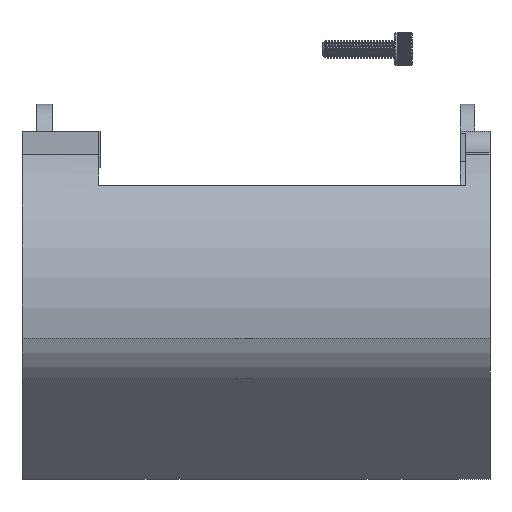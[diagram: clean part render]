
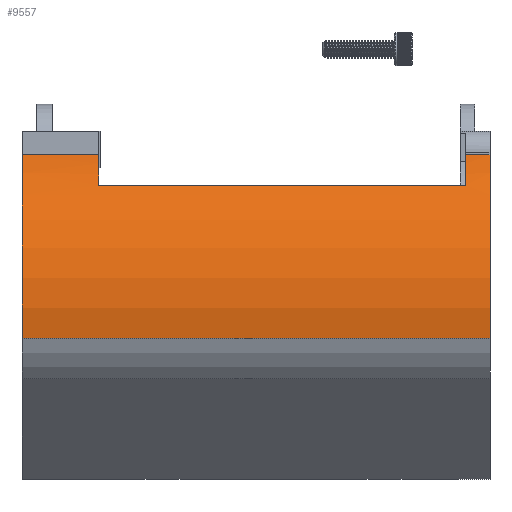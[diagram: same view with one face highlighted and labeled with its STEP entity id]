
A CAD part, front view. The second image highlights one B-rep face of the part: STEP entity #9557.
In plain terms, the highlighted cylindrical face has radius 29.518 mm (diameter 59.036 mm), a partial arc.
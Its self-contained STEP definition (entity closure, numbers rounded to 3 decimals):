
#1199=FACE_OUTER_BOUND('',#1852,.T.);
#1852=EDGE_LOOP('',(#8873,#8874,#8875,#8876,#8877,#8878,#8879,#8880));
#2091=CIRCLE('',#10273,29.518);
#2109=CIRCLE('',#10325,29.518);
#2123=CIRCLE('',#10365,29.518);
#2124=CIRCLE('',#10376,29.518);
#3107=LINE('',#19157,#4065);
#3116=LINE('',#19182,#4074);
#3117=LINE('',#19184,#4075);
#3118=LINE('',#19187,#4076);
#4065=VECTOR('',#12873,10.);
#4074=VECTOR('',#12910,10.);
#4075=VECTOR('',#12911,10.);
#4076=VECTOR('',#12914,10.);
#4830=VERTEX_POINT('',#18777);
#4831=VERTEX_POINT('',#18779);
#4932=VERTEX_POINT('',#19050);
#4933=VERTEX_POINT('',#19052);
#4960=VERTEX_POINT('',#19155);
#4962=VERTEX_POINT('',#19162);
#4963=VERTEX_POINT('',#19183);
#4964=VERTEX_POINT('',#19185);
#6074=EDGE_CURVE('',#4830,#4831,#2091,.T.);
#6211=EDGE_CURVE('',#4932,#4933,#2109,.T.);
#6264=EDGE_CURVE('',#4960,#4830,#3107,.T.);
#6267=EDGE_CURVE('',#4960,#4962,#2123,.T.);
#6275=EDGE_CURVE('',#4932,#4831,#3116,.T.);
#6276=EDGE_CURVE('',#4962,#4963,#3117,.T.);
#6277=EDGE_CURVE('',#4963,#4964,#2124,.T.);
#6278=EDGE_CURVE('',#4933,#4964,#3118,.T.);
#8873=ORIENTED_EDGE('',*,*,#6275,.T.);
#8874=ORIENTED_EDGE('',*,*,#6074,.F.);
#8875=ORIENTED_EDGE('',*,*,#6264,.F.);
#8876=ORIENTED_EDGE('',*,*,#6267,.T.);
#8877=ORIENTED_EDGE('',*,*,#6276,.T.);
#8878=ORIENTED_EDGE('',*,*,#6277,.T.);
#8879=ORIENTED_EDGE('',*,*,#6278,.F.);
#8880=ORIENTED_EDGE('',*,*,#6211,.F.);
#9018=CYLINDRICAL_SURFACE('',#10375,29.518);
#9557=ADVANCED_FACE('',(#1199),#9018,.T.);
#10273=AXIS2_PLACEMENT_3D('',#18780,#12536,#12537);
#10325=AXIS2_PLACEMENT_3D('',#19053,#12759,#12760);
#10365=AXIS2_PLACEMENT_3D('',#19164,#12881,#12882);
#10375=AXIS2_PLACEMENT_3D('',#19181,#12908,#12909);
#10376=AXIS2_PLACEMENT_3D('',#19186,#12912,#12913);
#12536=DIRECTION('center_axis',(1.,0.,0.));
#12537=DIRECTION('ref_axis',(0.,0.187,-0.982));
#12759=DIRECTION('center_axis',(-1.,0.,0.));
#12760=DIRECTION('ref_axis',(0.,0.187,-0.982));
#12873=DIRECTION('',(1.,0.,0.));
#12881=DIRECTION('center_axis',(1.,0.,0.));
#12882=DIRECTION('ref_axis',(0.,0.187,-0.982));
#12908=DIRECTION('center_axis',(-1.,0.,0.));
#12909=DIRECTION('ref_axis',(0.,0.187,-0.982));
#12910=DIRECTION('',(1.,0.,0.));
#12911=DIRECTION('',(-1.,0.,0.));
#12912=DIRECTION('center_axis',(-1.,0.,0.));
#12913=DIRECTION('ref_axis',(0.,0.187,-0.982));
#12914=DIRECTION('',(1.,0.,0.));
#18777=CARTESIAN_POINT('',(39.,-29.,50.121));
#18779=CARTESIAN_POINT('',(39.,-42.5,19.493));
#18780=CARTESIAN_POINT('Origin',(39.,-13.5,25.));
#19050=CARTESIAN_POINT('',(-39.,-42.5,19.493));
#19052=CARTESIAN_POINT('',(-39.,-29.,50.121));
#19053=CARTESIAN_POINT('Origin',(-39.,-13.5,25.));
#19155=CARTESIAN_POINT('',(35.,-29.,50.121));
#19157=CARTESIAN_POINT('',(-36.,-29.,50.121));
#19162=CARTESIAN_POINT('',(35.,-35.21,45.));
#19164=CARTESIAN_POINT('Origin',(35.,-13.5,25.));
#19181=CARTESIAN_POINT('Origin',(-36.,-13.5,25.));
#19182=CARTESIAN_POINT('',(-36.,-42.5,19.493));
#19183=CARTESIAN_POINT('',(-26.2,-35.21,45.));
#19184=CARTESIAN_POINT('',(-36.,-35.21,45.));
#19185=CARTESIAN_POINT('',(-26.2,-29.,50.121));
#19186=CARTESIAN_POINT('Origin',(-26.2,-13.5,25.));
#19187=CARTESIAN_POINT('',(-36.,-29.,50.121));
